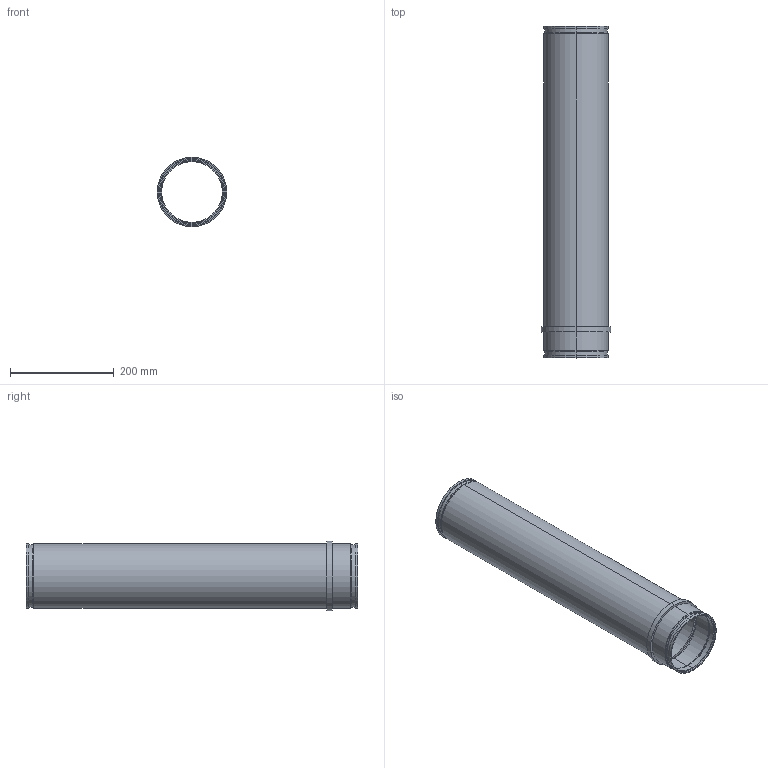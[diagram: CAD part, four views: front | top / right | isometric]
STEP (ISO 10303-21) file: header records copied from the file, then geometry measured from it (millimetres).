
FILE_DESCRIPTION (( 'STEP AP214' ), '1' );
FILE_NAME ('BA_-_BA 125-0.step', '2009-07-15T21:06:12', ( 'Wolfgang Schmidt' ), ( 'WS-KO' ), 'SwSTEP 2.0', 'SolidWorks 2008', '' );
FILE_SCHEMA (( 'AUTOMOTIVE_DESIGN' ));
Length unit declared in the file: millimetre
Products named in the file (1): BA_-_BA 125-0
Bounding box: 134 x 640 x 134 mm (x, y, z)
Volume: 507829 mm3; surface area: 509374.7 mm2
Topology: 1 solids, 1 shells, 54 faces, 108 edges, 72 vertices
Faces by surface type: cylinder 36, plane 18
Entity records: 1471 total; most frequent: DIRECTION 290, CARTESIAN_POINT 235, ORIENTED_EDGE 216, AXIS2_PLACEMENT_3D 127, EDGE_CURVE 108, EDGE_LOOP 72, VERTEX_POINT 72, CIRCLE 72
